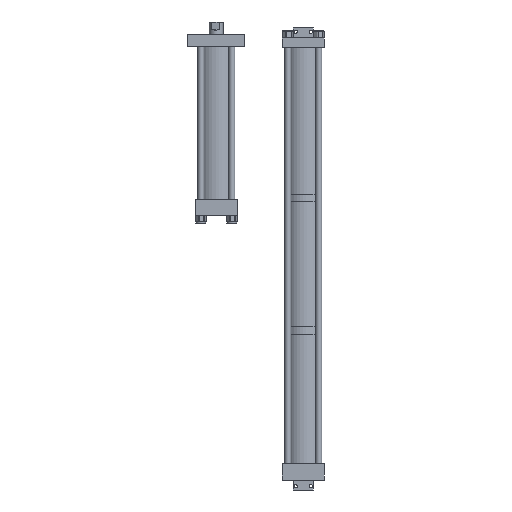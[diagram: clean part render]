
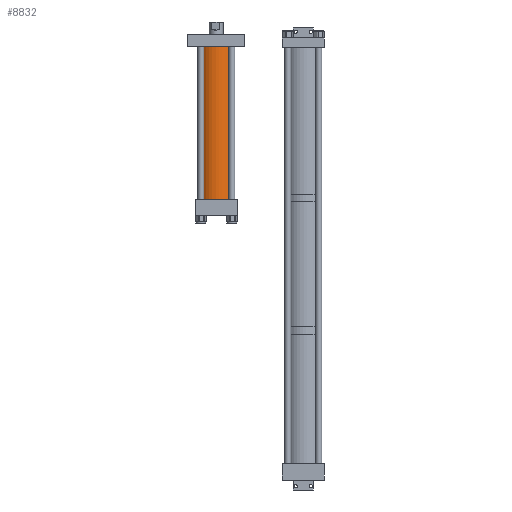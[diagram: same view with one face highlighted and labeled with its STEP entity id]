
A CAD part, front view. The second image highlights one B-rep face of the part: STEP entity #8832.
In plain terms, the highlighted cylindrical face has radius 47.625 mm (diameter 95.25 mm), a partial arc.
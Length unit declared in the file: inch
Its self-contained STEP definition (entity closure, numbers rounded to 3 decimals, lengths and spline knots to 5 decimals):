
#115 = VERTEX_POINT ( 'NONE', #14258 ) ;
#257 = CYLINDRICAL_SURFACE ( 'NONE', #4556, 1.875 ) ;
#483 = EDGE_CURVE ( 'NONE', #115, #10941, #3615, .T. ) ;
#629 = CARTESIAN_POINT ( 'NONE',  ( 0., 0., 15.312 ) ) ;
#849 = AXIS2_PLACEMENT_3D ( 'NONE', #7054, #5840, #14093 ) ;
#1195 = CARTESIAN_POINT ( 'NONE',  ( 1.875, 0., 15.312 ) ) ;
#2485 = VECTOR ( 'NONE', #2537, 39.37008 ) ;
#2537 = DIRECTION ( 'NONE',  ( 0., 0., -1. ) ) ;
#2584 = CARTESIAN_POINT ( 'NONE',  ( 1.875, 0., 15.312 ) ) ;
#3329 = ORIENTED_EDGE ( 'NONE', *, *, #8474, .F. ) ;
#3397 = DIRECTION ( 'NONE',  ( -1., 0., 0. ) ) ;
#3615 = CIRCLE ( 'NONE', #6277, 1.875 ) ;
#4246 = CIRCLE ( 'NONE', #849, 1.875 ) ;
#4343 = DIRECTION ( 'NONE',  ( 1., 0., 0. ) ) ;
#4556 = AXIS2_PLACEMENT_3D ( 'NONE', #629, #7772, #3397 ) ;
#5305 = EDGE_CURVE ( 'NONE', #8570, #14247, #4246, .T. ) ;
#5575 = LINE ( 'NONE', #2584, #2485 ) ;
#5670 = ORIENTED_EDGE ( 'NONE', *, *, #5305, .T. ) ;
#5795 = ORIENTED_EDGE ( 'NONE', *, *, #7866, .T. ) ;
#5840 = DIRECTION ( 'NONE',  ( 0., 0., 1. ) ) ;
#6277 = AXIS2_PLACEMENT_3D ( 'NONE', #14966, #6821, #4343 ) ;
#6560 = DIRECTION ( 'NONE',  ( 0., 0., -1. ) ) ;
#6821 = DIRECTION ( 'NONE',  ( 0., 0., 1. ) ) ;
#6837 = FACE_OUTER_BOUND ( 'NONE', #8670, .T. ) ;
#7054 = CARTESIAN_POINT ( 'NONE',  ( 0., 0., 0. ) ) ;
#7191 = VECTOR ( 'NONE', #6560, 39.37008 ) ;
#7772 = DIRECTION ( 'NONE',  ( 0., 0., -1. ) ) ;
#7866 = EDGE_CURVE ( 'NONE', #115, #8570, #12880, .T. ) ;
#8474 = EDGE_CURVE ( 'NONE', #10941, #14247, #5575, .T. ) ;
#8570 = VERTEX_POINT ( 'NONE', #9655 ) ;
#8670 = EDGE_LOOP ( 'NONE', ( #3329, #14074, #5795, #5670 ) ) ;
#8832 = ADVANCED_FACE ( 'NONE', ( #6837 ), #257, .T. ) ;
#9655 = CARTESIAN_POINT ( 'NONE',  ( -1.875, 0., 0. ) ) ;
#10941 = VERTEX_POINT ( 'NONE', #1195 ) ;
#12880 = LINE ( 'NONE', #14905, #7191 ) ;
#14074 = ORIENTED_EDGE ( 'NONE', *, *, #483, .F. ) ;
#14093 = DIRECTION ( 'NONE',  ( 1., 0., 0. ) ) ;
#14247 = VERTEX_POINT ( 'NONE', #14536 ) ;
#14258 = CARTESIAN_POINT ( 'NONE',  ( -1.875, 0., 15.312 ) ) ;
#14536 = CARTESIAN_POINT ( 'NONE',  ( 1.875, 0., 0. ) ) ;
#14905 = CARTESIAN_POINT ( 'NONE',  ( -1.875, 0., 15.312 ) ) ;
#14966 = CARTESIAN_POINT ( 'NONE',  ( 0., 0., 15.312 ) ) ;
